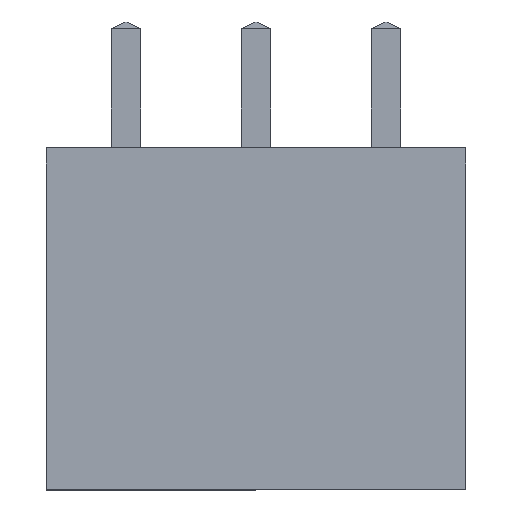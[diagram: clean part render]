
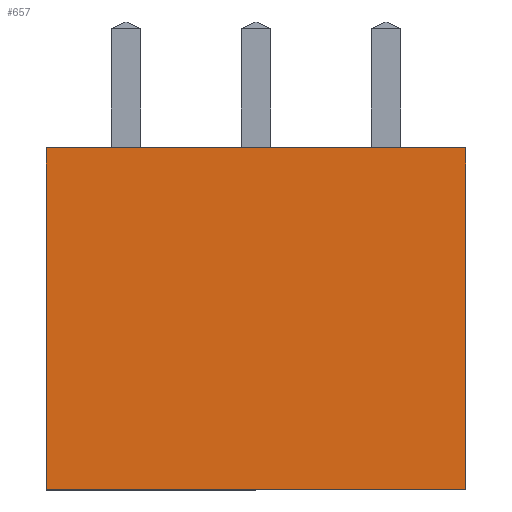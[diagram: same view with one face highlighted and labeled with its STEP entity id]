
A CAD part, top view. The second image highlights one B-rep face of the part: STEP entity #657.
In plain terms, the highlighted planar face has unit normal (0, 0, 1).
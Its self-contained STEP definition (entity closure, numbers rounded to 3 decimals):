
#2 = DIRECTION ( 'NONE',  ( 0., -1., 0. ) ) ;
#59 = CARTESIAN_POINT ( 'NONE',  ( -5.65, 9.2, 7. ) ) ;
#158 = VECTOR ( 'NONE', #2842, 1000. ) ;
#227 = ORIENTED_EDGE ( 'NONE', *, *, #1542, .T. ) ;
#468 = CARTESIAN_POINT ( 'NONE',  ( -5.65, 9.2, 7. ) ) ;
#486 = LINE ( 'NONE', #468, #948 ) ;
#500 = DIRECTION ( 'NONE',  ( 0., 1., 0. ) ) ;
#657 = ADVANCED_FACE ( 'NONE', ( #1486 ), #2451, .F. ) ;
#742 = VECTOR ( 'NONE', #1663, 1000. ) ;
#819 = CARTESIAN_POINT ( 'NONE',  ( -5.65, 0., 7. ) ) ;
#948 = VECTOR ( 'NONE', #2, 1000. ) ;
#1013 = DIRECTION ( 'NONE',  ( -1., 0., 0. ) ) ;
#1199 = ORIENTED_EDGE ( 'NONE', *, *, #3065, .T. ) ;
#1237 = CARTESIAN_POINT ( 'NONE',  ( 5.65, 9.2, 7. ) ) ;
#1305 = CARTESIAN_POINT ( 'NONE',  ( 0., 0., 7. ) ) ;
#1397 = LINE ( 'NONE', #3063, #158 ) ;
#1414 = VERTEX_POINT ( 'NONE', #2410 ) ;
#1486 = FACE_OUTER_BOUND ( 'NONE', #1592, .T. ) ;
#1517 = VERTEX_POINT ( 'NONE', #59 ) ;
#1542 = EDGE_CURVE ( 'NONE', #1649, #1414, #1676, .T. ) ;
#1564 = EDGE_CURVE ( 'NONE', #1517, #1649, #486, .T. ) ;
#1592 = EDGE_LOOP ( 'NONE', ( #1808, #227, #1199, #1922 ) ) ;
#1649 = VERTEX_POINT ( 'NONE', #819 ) ;
#1663 = DIRECTION ( 'NONE',  ( 1., 0., 0. ) ) ;
#1676 = LINE ( 'NONE', #2402, #742 ) ;
#1808 = ORIENTED_EDGE ( 'NONE', *, *, #1564, .T. ) ;
#1922 = ORIENTED_EDGE ( 'NONE', *, *, #3019, .T. ) ;
#2266 = DIRECTION ( 'NONE',  ( 0., 0., -1. ) ) ;
#2308 = VERTEX_POINT ( 'NONE', #2464 ) ;
#2351 = VECTOR ( 'NONE', #500, 1000. ) ;
#2402 = CARTESIAN_POINT ( 'NONE',  ( 5.65, 0., 7. ) ) ;
#2410 = CARTESIAN_POINT ( 'NONE',  ( 5.65, 0., 7. ) ) ;
#2429 = LINE ( 'NONE', #1237, #2351 ) ;
#2451 = PLANE ( 'NONE',  #2635 ) ;
#2464 = CARTESIAN_POINT ( 'NONE',  ( 5.65, 9.2, 7. ) ) ;
#2635 = AXIS2_PLACEMENT_3D ( 'NONE', #1305, #2266, #1013 ) ;
#2842 = DIRECTION ( 'NONE',  ( -1., 0., 0. ) ) ;
#3019 = EDGE_CURVE ( 'NONE', #2308, #1517, #1397, .T. ) ;
#3063 = CARTESIAN_POINT ( 'NONE',  ( 5.65, 9.2, 7. ) ) ;
#3065 = EDGE_CURVE ( 'NONE', #1414, #2308, #2429, .T. ) ;
